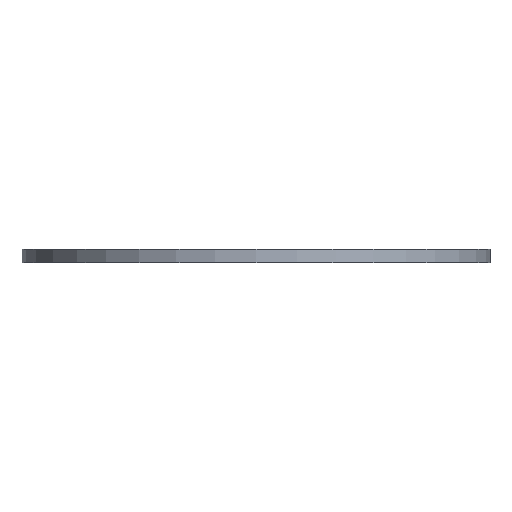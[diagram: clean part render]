
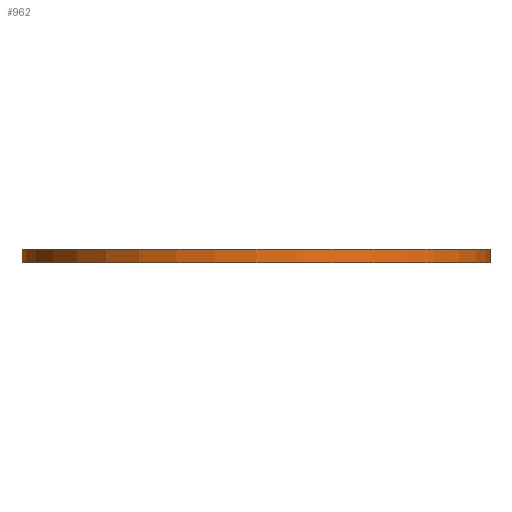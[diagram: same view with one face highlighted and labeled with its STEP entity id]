
A CAD part, front view. The second image highlights one B-rep face of the part: STEP entity #962.
In plain terms, the highlighted cylindrical face has radius 137.312 mm (diameter 274.625 mm), a partial arc.
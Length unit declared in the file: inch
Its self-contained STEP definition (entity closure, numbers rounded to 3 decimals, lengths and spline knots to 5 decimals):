
#10 = DIRECTION ( 'NONE',  ( 1., 0., 0. ) ) ;
#17 = FACE_OUTER_BOUND ( 'NONE', #775, .T. ) ;
#49 = EDGE_CURVE ( 'NONE', #1148, #711, #1205, .T. ) ;
#149 = CARTESIAN_POINT ( 'NONE',  ( 0., 0., 0. ) ) ;
#151 = VERTEX_POINT ( 'NONE', #913 ) ;
#194 = EDGE_CURVE ( 'NONE', #151, #1298, #488, .T. ) ;
#217 = VECTOR ( 'NONE', #945, 39.37008 ) ;
#218 = CARTESIAN_POINT ( 'NONE',  ( 0., 0., 0. ) ) ;
#247 = CYLINDRICAL_SURFACE ( 'NONE', #1489, 5.406 ) ;
#259 = ORIENTED_EDGE ( 'NONE', *, *, #49, .F. ) ;
#436 = EDGE_CURVE ( 'NONE', #1298, #1148, #1231, .T. ) ;
#465 = AXIS2_PLACEMENT_3D ( 'NONE', #1278, #905, #1492 ) ;
#466 = CARTESIAN_POINT ( 'NONE',  ( -5.406, 0., 0. ) ) ;
#488 = LINE ( 'NONE', #715, #217 ) ;
#534 = CIRCLE ( 'NONE', #465, 5.406 ) ;
#672 = ORIENTED_EDGE ( 'NONE', *, *, #436, .F. ) ;
#711 = VERTEX_POINT ( 'NONE', #1479 ) ;
#715 = CARTESIAN_POINT ( 'NONE',  ( -5.406, 0., 0. ) ) ;
#742 = CARTESIAN_POINT ( 'NONE',  ( 5.406, 0., 0. ) ) ;
#762 = DIRECTION ( 'NONE',  ( 0., 0., 1. ) ) ;
#769 = DIRECTION ( 'NONE',  ( 1., 0., 0. ) ) ;
#775 = EDGE_LOOP ( 'NONE', ( #1434, #1179, #259, #672 ) ) ;
#778 = VECTOR ( 'NONE', #1084, 39.37008 ) ;
#792 = DIRECTION ( 'NONE',  ( 0., 0., 1. ) ) ;
#815 = AXIS2_PLACEMENT_3D ( 'NONE', #218, #762, #769 ) ;
#872 = CARTESIAN_POINT ( 'NONE',  ( 5.406, 0., 0. ) ) ;
#905 = DIRECTION ( 'NONE',  ( 0., 0., 1. ) ) ;
#913 = CARTESIAN_POINT ( 'NONE',  ( -5.406, 0., -0.313 ) ) ;
#945 = DIRECTION ( 'NONE',  ( 0., 0., 1. ) ) ;
#962 = ADVANCED_FACE ( 'NONE', ( #17 ), #247, .T. ) ;
#1084 = DIRECTION ( 'NONE',  ( 0., 0., -1. ) ) ;
#1148 = VERTEX_POINT ( 'NONE', #742 ) ;
#1179 = ORIENTED_EDGE ( 'NONE', *, *, #1257, .T. ) ;
#1205 = LINE ( 'NONE', #872, #778 ) ;
#1231 = CIRCLE ( 'NONE', #815, 5.406 ) ;
#1257 = EDGE_CURVE ( 'NONE', #151, #711, #534, .T. ) ;
#1278 = CARTESIAN_POINT ( 'NONE',  ( 0., 0., -0.313 ) ) ;
#1298 = VERTEX_POINT ( 'NONE', #466 ) ;
#1434 = ORIENTED_EDGE ( 'NONE', *, *, #194, .F. ) ;
#1479 = CARTESIAN_POINT ( 'NONE',  ( 5.406, 0., -0.313 ) ) ;
#1489 = AXIS2_PLACEMENT_3D ( 'NONE', #149, #792, #10 ) ;
#1492 = DIRECTION ( 'NONE',  ( 1., 0., 0. ) ) ;
